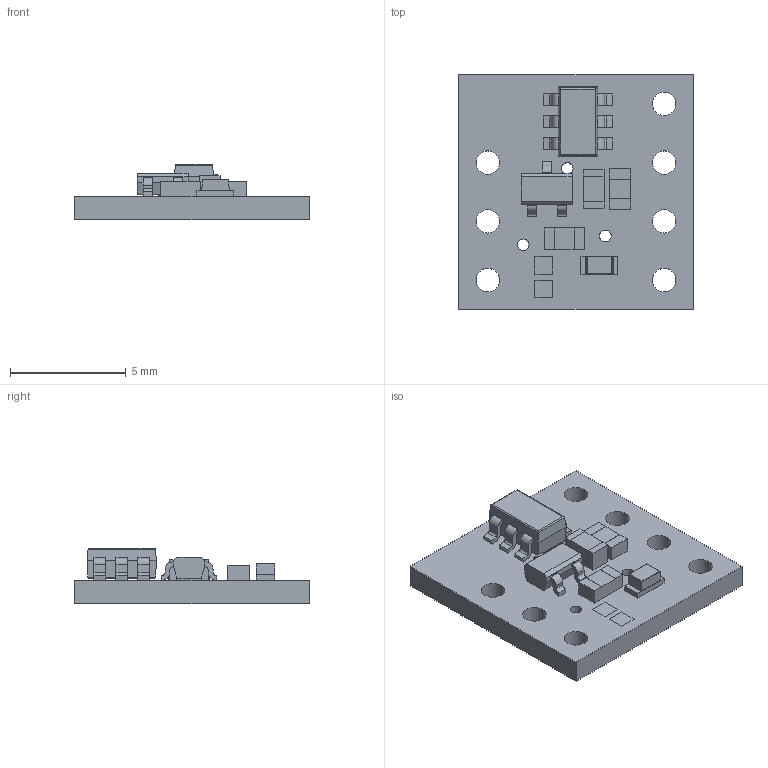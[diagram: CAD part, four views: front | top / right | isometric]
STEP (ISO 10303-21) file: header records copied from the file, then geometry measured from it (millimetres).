
FILE_DESCRIPTION (( 'STEP AP214' ), '1' );
FILE_NAME ('rcs01b01-for-step.step', '2022-10-10T21:43:39', ( '' ), ( '' ), 'SwSTEP 2.0', 'SolidWorks 2022', '' );
FILE_SCHEMA (( 'AUTOMOTIVE_DESIGN' ));
Length unit declared in the file: millimetre
Products named in the file (1): rcs01b01-for-step
Bounding box: 10.16 x 10.16 x 2.42 mm (x, y, z)
Volume: 112.6 mm3; surface area: 339 mm2
Topology: 9 solids, 9 shells, 632 faces, 1689 edges, 1120 vertices
Faces by surface type: plane 383, bspline 181, cylinder 68
Entity records: 33133 total; most frequent: CARTESIAN_POINT 11431, ORIENTED_EDGE 3378, DIRECTION 2327, EDGE_CURVE 1689, VECTOR 1199, LINE 1199, VERTEX_POINT 1120, EDGE_LOOP 697
